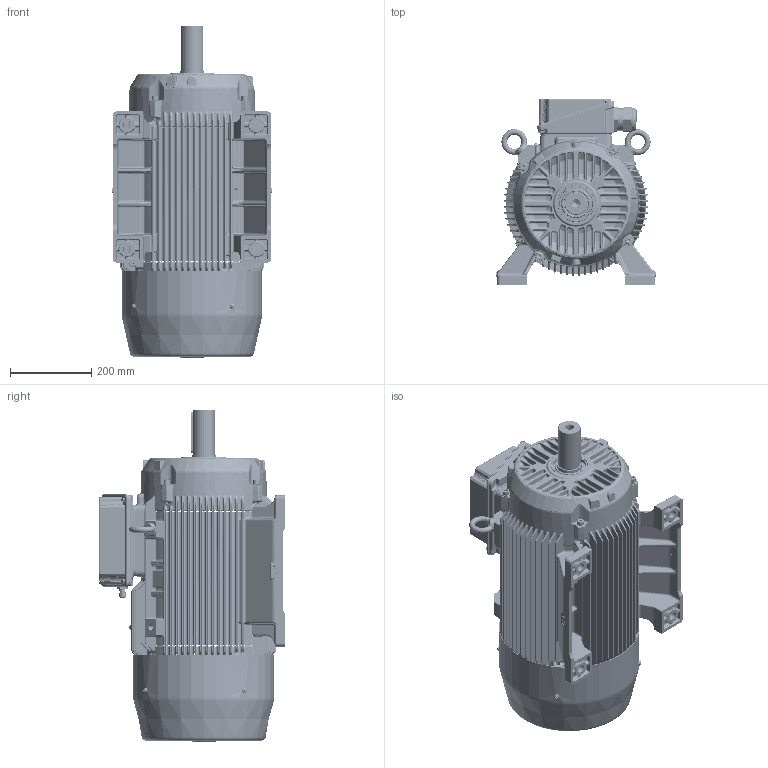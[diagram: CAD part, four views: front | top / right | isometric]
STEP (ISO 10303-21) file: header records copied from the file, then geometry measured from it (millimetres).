
FILE_DESCRIPTION(/* description */ (''),/* implementation_level */ '2;1');
FILE_NAME(/* name */ '6521498xx-DIS GORUNUS QHG 200 B3 LNDE-KI.stp',/* time_stamp */ '2020-12-04T14:26:46+03:00',/* author */ (''),/* organization */ (''),/* preprocessor_version */ 'ST-DEVELOPER v16',/* originating_system */ 'SIEMENS PLM Software NX 11.0',/* authorisation */ '');
FILE_SCHEMA (('AUTOMOTIVE_DESIGN { 1 0 10303 214 3 1 1 1 }'));
Length unit declared in the file: millimetre
Products named in the file (1): C9017F38B806sx21
Bounding box: 391 x 457.73 x 815.5 mm (x, y, z)
Surface area: 2511670 mm2 (no closed solid volume)
Topology: 0 solids, 97 shells, 7068 faces, 23334 edges, 15656 vertices
Faces by surface type: bspline 2363, plane 2115, cylinder 1478, torus 461, cone 393, sphere 258
Full cylindrical faces by diameter (mm): 5 x2, 8 x1, 10.3 x8, 12 x8, 13.2 x1, 14 x2, 15 x1, 16 x4, 17.5 x1, 20 x3, 21 x1, 35 x2, 54.4 x1, 54.8 x2, 55 x1, 58 x2, 60 x1, 88.89 x1, 310 x1, 343.6 x1, 346 x1
Entity records: 302852 total; most frequent: CARTESIAN_POINT 120701, ORIENTED_EDGE 35824, DIRECTION 34801, EDGE_CURVE 22876, VERTEX_POINT 15620, AXIS2_PLACEMENT_3D 12977, LINE 8847, VECTOR 8847
